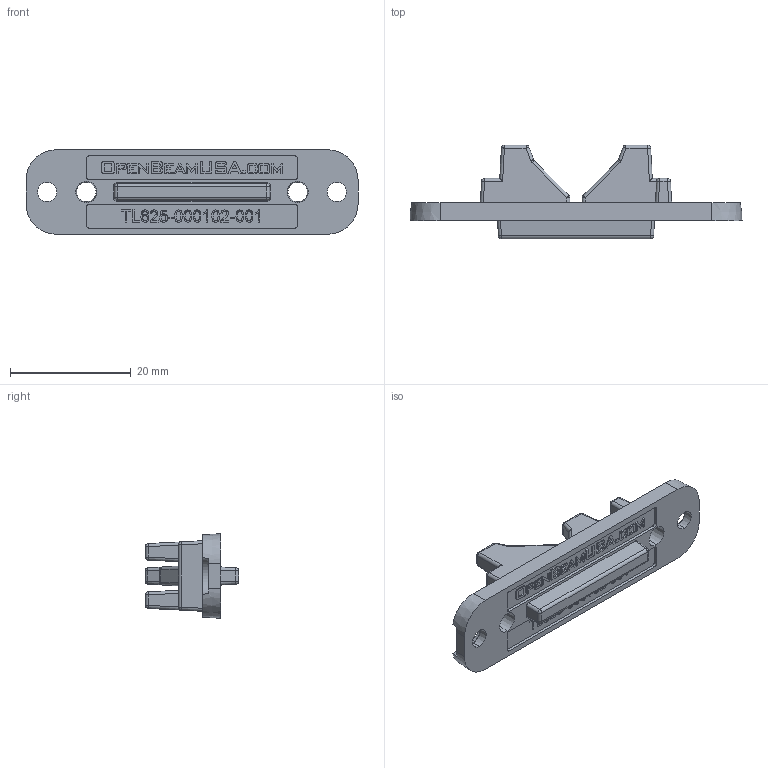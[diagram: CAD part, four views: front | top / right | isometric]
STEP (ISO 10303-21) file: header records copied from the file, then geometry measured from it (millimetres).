
FILE_DESCRIPTION (( 'STEP AP203' ), '1' );
FILE_NAME ('TL625-000102-001 - SHAFT CLAMP, OpenBeam 1515.STEP', '2012-07-08T01:17:44', ( '' ), ( '' ), 'SwSTEP 2.0', 'SolidWorks 2012', '' );
FILE_SCHEMA (( 'CONFIG_CONTROL_DESIGN' ));
Length unit declared in the file: millimetre
Products named in the file (1): TL625-000102-001 - SHAFT CLAMP, OpenBeam 1515
Bounding box: 55 x 15.5 x 14 mm (x, y, z)
Volume: 3125.9 mm3; surface area: 2836.8 mm2
Topology: 1 solids, 1 shells, 428 faces, 1200 edges, 802 vertices
Faces by surface type: plane 263, cylinder 69, bspline 42, sphere 28, cone 26
Entity records: 17061 total; most frequent: CARTESIAN_POINT 6475, ORIENTED_EDGE 2356, DIRECTION 1874, EDGE_CURVE 1178, VECTOR 804, LINE 804, VERTEX_POINT 802, AXIS2_PLACEMENT_3D 535
